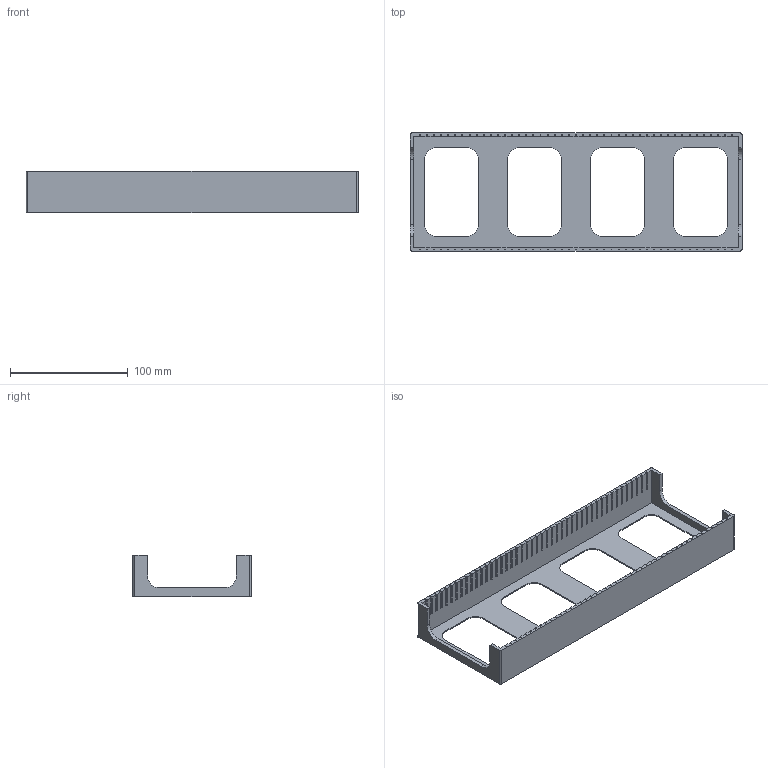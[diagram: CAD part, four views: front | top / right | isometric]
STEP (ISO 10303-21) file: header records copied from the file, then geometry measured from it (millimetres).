
FILE_DESCRIPTION(('FreeCAD Model'),'2;1');
FILE_NAME('card_holder_full.step','2023-04-16T22:36:10',(''),(''), 'Open CASCADE STEP processor 7.6','FreeCAD','Unknown');
FILE_SCHEMA(('AUTOMOTIVE_DESIGN { 1 0 10303 214 1 1 1 1 }'));
Length unit declared in the file: millimetre
Products named in the file (1): card_holder
Bounding box: 282.5 x 100.5 x 35 mm (x, y, z)
Volume: 77454.3 mm3; surface area: 78888.1 mm2
Topology: 1 solids, 1 shells, 598 faces, 1788 edges, 1192 vertices
Faces by surface type: plane 574, cylinder 24
Entity records: 43100 total; most frequent: CARTESIAN_POINT 7311, DIRECTION 6584, LINE 5268, VECTOR 5268, ORIENTED_EDGE 3576, PCURVE 3576, DEFINITIONAL_REPRESENTATION 3576, EDGE_CURVE 1788
